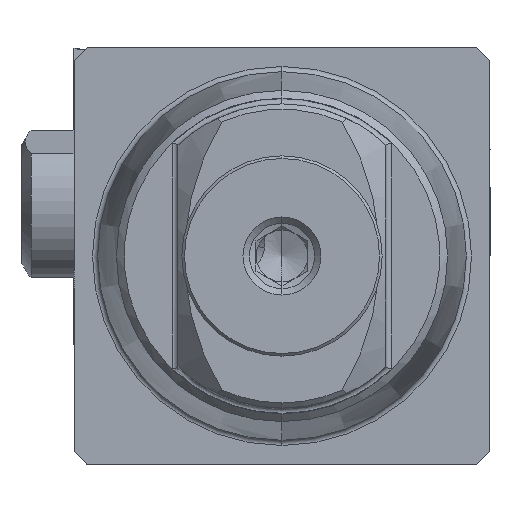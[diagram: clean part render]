
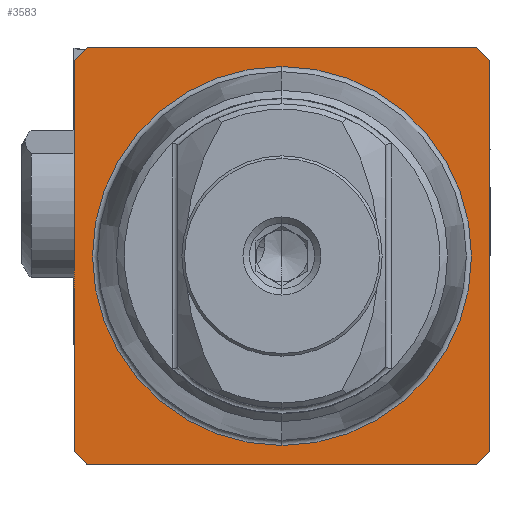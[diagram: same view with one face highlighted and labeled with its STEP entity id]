
A CAD part, left-side view. The second image highlights one B-rep face of the part: STEP entity #3583.
In plain terms, the highlighted planar face has unit normal (-1, 0, 0).
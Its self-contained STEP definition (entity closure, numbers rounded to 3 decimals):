
#239 = ORIENTED_EDGE ( 'NONE', *, *, #2138, .F. ) ;
#379 = CIRCLE ( 'NONE', #6751, 7.287 ) ;
#440 = ORIENTED_EDGE ( 'NONE', *, *, #7911, .T. ) ;
#778 = CARTESIAN_POINT ( 'NONE',  ( 0., 0., 0. ) ) ;
#946 = EDGE_LOOP ( 'NONE', ( #2586, #4278, #4314, #8127, #239, #5893, #5513, #440 ) ) ;
#1004 = VERTEX_POINT ( 'NONE', #6575 ) ;
#1103 = DIRECTION ( 'NONE',  ( 0., -0.707, -0.707 ) ) ;
#1288 = DIRECTION ( 'NONE',  ( 0., 0., -1. ) ) ;
#1481 = LINE ( 'NONE', #2863, #5280 ) ;
#1584 = VERTEX_POINT ( 'NONE', #8098 ) ;
#1597 = LINE ( 'NONE', #3770, #2233 ) ;
#1743 = VECTOR ( 'NONE', #8133, 1000. ) ;
#1782 = DIRECTION ( 'NONE',  ( 0., 0.707, -0.707 ) ) ;
#1930 = VECTOR ( 'NONE', #1782, 1000. ) ;
#1947 = CARTESIAN_POINT ( 'NONE',  ( 0., 8., 7.5 ) ) ;
#1992 = LINE ( 'NONE', #1947, #1930 ) ;
#2006 = VERTEX_POINT ( 'NONE', #6581 ) ;
#2026 = VECTOR ( 'NONE', #1103, 1000. ) ;
#2106 = VERTEX_POINT ( 'NONE', #4807 ) ;
#2138 = EDGE_CURVE ( 'NONE', #1584, #7287, #4156, .T. ) ;
#2233 = VECTOR ( 'NONE', #7244, 1000. ) ;
#2249 = CARTESIAN_POINT ( 'NONE',  ( 0., 0., 7.287 ) ) ;
#2252 = DIRECTION ( 'NONE',  ( 0., 0., 1. ) ) ;
#2383 = DIRECTION ( 'NONE',  ( 0., 0., 1. ) ) ;
#2437 = CARTESIAN_POINT ( 'NONE',  ( 0., -7.5, -8. ) ) ;
#2540 = CARTESIAN_POINT ( 'NONE',  ( 0., 7.287, -8. ) ) ;
#2586 = ORIENTED_EDGE ( 'NONE', *, *, #2979, .T. ) ;
#2680 = FACE_OUTER_BOUND ( 'NONE', #946, .T. ) ;
#2683 = DIRECTION ( 'NONE',  ( 0., 1., 0. ) ) ;
#2793 = DIRECTION ( 'NONE',  ( 0., 0., 1. ) ) ;
#2863 = CARTESIAN_POINT ( 'NONE',  ( 0., 7.287, 8. ) ) ;
#2979 = EDGE_CURVE ( 'NONE', #1004, #8225, #8321, .T. ) ;
#3051 = CARTESIAN_POINT ( 'NONE',  ( 0., 7.5, -8. ) ) ;
#3081 = CIRCLE ( 'NONE', #8589, 7.287 ) ;
#3128 = LINE ( 'NONE', #2540, #4711 ) ;
#3163 = EDGE_CURVE ( 'NONE', #4581, #5851, #379, .T. ) ;
#3197 = LINE ( 'NONE', #5878, #6309 ) ;
#3395 = FACE_BOUND ( 'NONE', #4562, .T. ) ;
#3507 = CARTESIAN_POINT ( 'NONE',  ( 0., 0., -7.287 ) ) ;
#3583 = ADVANCED_FACE ( 'NONE', ( #3395, #2680 ), #5317, .F. ) ;
#3690 = ORIENTED_EDGE ( 'NONE', *, *, #4055, .F. ) ;
#3770 = CARTESIAN_POINT ( 'NONE',  ( 0., -8., -7.5 ) ) ;
#3825 = CARTESIAN_POINT ( 'NONE',  ( 0., 7.5, -8. ) ) ;
#3908 = EDGE_CURVE ( 'NONE', #2106, #7287, #1992, .T. ) ;
#4055 = EDGE_CURVE ( 'NONE', #5851, #4581, #3081, .T. ) ;
#4103 = CARTESIAN_POINT ( 'NONE',  ( 0., 7.287, 0. ) ) ;
#4156 = LINE ( 'NONE', #6841, #1743 ) ;
#4278 = ORIENTED_EDGE ( 'NONE', *, *, #6994, .T. ) ;
#4314 = ORIENTED_EDGE ( 'NONE', *, *, #6101, .T. ) ;
#4562 = EDGE_LOOP ( 'NONE', ( #6363, #3690 ) ) ;
#4581 = VERTEX_POINT ( 'NONE', #2249 ) ;
#4711 = VECTOR ( 'NONE', #8524, 1000. ) ;
#4807 = CARTESIAN_POINT ( 'NONE',  ( 0., 7.5, 8. ) ) ;
#5082 = CARTESIAN_POINT ( 'NONE',  ( 0., 8., 7.5 ) ) ;
#5173 = LINE ( 'NONE', #3825, #2026 ) ;
#5243 = EDGE_CURVE ( 'NONE', #8762, #5515, #3128, .T. ) ;
#5280 = VECTOR ( 'NONE', #2683, 1000. ) ;
#5317 = PLANE ( 'NONE',  #6904 ) ;
#5513 = ORIENTED_EDGE ( 'NONE', *, *, #5243, .T. ) ;
#5515 = VERTEX_POINT ( 'NONE', #2437 ) ;
#5851 = VERTEX_POINT ( 'NONE', #3507 ) ;
#5878 = CARTESIAN_POINT ( 'NONE',  ( 0., -7.5, 8. ) ) ;
#5893 = ORIENTED_EDGE ( 'NONE', *, *, #6884, .T. ) ;
#6045 = CARTESIAN_POINT ( 'NONE',  ( 0., -8., 7.5 ) ) ;
#6101 = EDGE_CURVE ( 'NONE', #2006, #2106, #1481, .T. ) ;
#6309 = VECTOR ( 'NONE', #7798, 1000. ) ;
#6363 = ORIENTED_EDGE ( 'NONE', *, *, #3163, .F. ) ;
#6575 = CARTESIAN_POINT ( 'NONE',  ( 0., -8., -7.5 ) ) ;
#6581 = CARTESIAN_POINT ( 'NONE',  ( 0., -7.5, 8. ) ) ;
#6620 = CARTESIAN_POINT ( 'NONE',  ( 0., 0., 0. ) ) ;
#6751 = AXIS2_PLACEMENT_3D ( 'NONE', #6620, #8580, #2383 ) ;
#6828 = DIRECTION ( 'NONE',  ( 1., 0., 0. ) ) ;
#6841 = CARTESIAN_POINT ( 'NONE',  ( 0., 8., 0. ) ) ;
#6884 = EDGE_CURVE ( 'NONE', #1584, #8762, #5173, .T. ) ;
#6904 = AXIS2_PLACEMENT_3D ( 'NONE', #4103, #6828, #1288 ) ;
#6994 = EDGE_CURVE ( 'NONE', #8225, #2006, #3197, .T. ) ;
#7244 = DIRECTION ( 'NONE',  ( 0., -0.707, 0.707 ) ) ;
#7287 = VERTEX_POINT ( 'NONE', #5082 ) ;
#7798 = DIRECTION ( 'NONE',  ( 0., 0.707, 0.707 ) ) ;
#7911 = EDGE_CURVE ( 'NONE', #5515, #1004, #1597, .T. ) ;
#8098 = CARTESIAN_POINT ( 'NONE',  ( 0., 8., -7.5 ) ) ;
#8127 = ORIENTED_EDGE ( 'NONE', *, *, #3908, .T. ) ;
#8133 = DIRECTION ( 'NONE',  ( 0., 0., 1. ) ) ;
#8225 = VERTEX_POINT ( 'NONE', #6045 ) ;
#8272 = CARTESIAN_POINT ( 'NONE',  ( 0., -8., 0. ) ) ;
#8321 = LINE ( 'NONE', #8272, #8449 ) ;
#8449 = VECTOR ( 'NONE', #2252, 1000. ) ;
#8524 = DIRECTION ( 'NONE',  ( 0., -1., 0. ) ) ;
#8580 = DIRECTION ( 'NONE',  ( -1., 0., 0. ) ) ;
#8589 = AXIS2_PLACEMENT_3D ( 'NONE', #778, #8775, #2793 ) ;
#8762 = VERTEX_POINT ( 'NONE', #3051 ) ;
#8775 = DIRECTION ( 'NONE',  ( -1., 0., 0. ) ) ;
